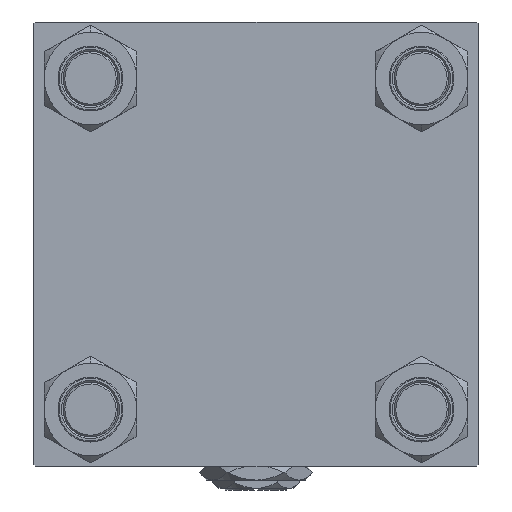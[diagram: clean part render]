
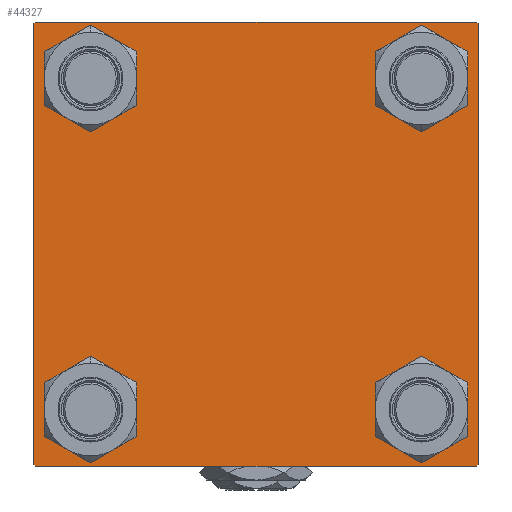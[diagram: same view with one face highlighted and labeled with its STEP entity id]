
A CAD part, left-side view. The second image highlights one B-rep face of the part: STEP entity #44327.
In plain terms, the highlighted planar face has unit normal (-1, 0, 0).
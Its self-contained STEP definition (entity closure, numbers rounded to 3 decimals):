
#276 = DIRECTION ( 'NONE',  ( 0., 0., -1. ) ) ;
#1383 = CARTESIAN_POINT ( 'NONE',  ( 0., -48.45, -48.45 ) ) ;
#1646 = CARTESIAN_POINT ( 'NONE',  ( 0., -64.75, -64.75 ) ) ;
#1755 = AXIS2_PLACEMENT_3D ( 'NONE', #2859, #3918, #31528 ) ;
#2859 = CARTESIAN_POINT ( 'NONE',  ( 0., 48.45, 48.45 ) ) ;
#2998 = EDGE_CURVE ( 'NONE', #17564, #36799, #41498, .T. ) ;
#3148 = DIRECTION ( 'NONE',  ( -1., 0., 0. ) ) ;
#3185 = CARTESIAN_POINT ( 'NONE',  ( 0., 48.45, -56.95 ) ) ;
#3391 = DIRECTION ( 'NONE',  ( 0., 0., -1. ) ) ;
#3918 = DIRECTION ( 'NONE',  ( 1., 0., 0. ) ) ;
#4849 = ORIENTED_EDGE ( 'NONE', *, *, #29917, .T. ) ;
#5184 = VERTEX_POINT ( 'NONE', #20478 ) ;
#5247 = VERTEX_POINT ( 'NONE', #48354 ) ;
#5821 = CARTESIAN_POINT ( 'NONE',  ( 0., -48.45, 39.95 ) ) ;
#6100 = FACE_BOUND ( 'NONE', #42054, .T. ) ;
#6516 = CIRCLE ( 'NONE', #9904, 8.5 ) ;
#6656 = EDGE_CURVE ( 'NONE', #23185, #33274, #31256, .T. ) ;
#7146 = CARTESIAN_POINT ( 'NONE',  ( 0., -48.45, -56.95 ) ) ;
#7531 = EDGE_CURVE ( 'NONE', #35345, #30492, #52125, .T. ) ;
#7596 = CARTESIAN_POINT ( 'NONE',  ( 0., -48.45, -39.95 ) ) ;
#8170 = EDGE_CURVE ( 'NONE', #48468, #46807, #6516, .T. ) ;
#8184 = VECTOR ( 'NONE', #3391, 1000. ) ;
#8558 = CIRCLE ( 'NONE', #38484, 8.5 ) ;
#8588 = CARTESIAN_POINT ( 'NONE',  ( 0., -65., 65. ) ) ;
#9246 = DIRECTION ( 'NONE',  ( 1., 0., 0. ) ) ;
#9494 = CIRCLE ( 'NONE', #13728, 8.5 ) ;
#9861 = CARTESIAN_POINT ( 'NONE',  ( 0., -65., -64.5 ) ) ;
#9902 = VERTEX_POINT ( 'NONE', #27492 ) ;
#9904 = AXIS2_PLACEMENT_3D ( 'NONE', #38883, #25487, #50927 ) ;
#10477 = DIRECTION ( 'NONE',  ( 1., 0., 0. ) ) ;
#11377 = DIRECTION ( 'NONE',  ( 1., 0., 0. ) ) ;
#11411 = VERTEX_POINT ( 'NONE', #9861 ) ;
#11639 = DIRECTION ( 'NONE',  ( 0., 0., 1. ) ) ;
#12151 = LINE ( 'NONE', #44829, #43930 ) ;
#12234 = VERTEX_POINT ( 'NONE', #47351 ) ;
#12361 = ORIENTED_EDGE ( 'NONE', *, *, #47475, .T. ) ;
#12792 = EDGE_CURVE ( 'NONE', #35345, #11411, #36985, .T. ) ;
#12949 = VERTEX_POINT ( 'NONE', #37181 ) ;
#13217 = CARTESIAN_POINT ( 'NONE',  ( 0., -65., 64.5 ) ) ;
#13597 = FACE_BOUND ( 'NONE', #13745, .T. ) ;
#13728 = AXIS2_PLACEMENT_3D ( 'NONE', #41656, #9246, #25560 ) ;
#13745 = EDGE_LOOP ( 'NONE', ( #50950, #17901 ) ) ;
#13974 = DIRECTION ( 'NONE',  ( 0., 0., 1. ) ) ;
#14198 = AXIS2_PLACEMENT_3D ( 'NONE', #1383, #46115, #13974 ) ;
#15202 = VECTOR ( 'NONE', #44256, 1000. ) ;
#15825 = DIRECTION ( 'NONE',  ( 0., 0., 1. ) ) ;
#16480 = CIRCLE ( 'NONE', #20630, 8.5 ) ;
#16608 = DIRECTION ( 'NONE',  ( 1., 0., 0. ) ) ;
#16695 = DIRECTION ( 'NONE',  ( 0., -1., 0. ) ) ;
#17126 = CARTESIAN_POINT ( 'NONE',  ( 0., 48.45, -39.95 ) ) ;
#17564 = VERTEX_POINT ( 'NONE', #3185 ) ;
#17807 = CARTESIAN_POINT ( 'NONE',  ( 0., 48.45, 56.95 ) ) ;
#17901 = ORIENTED_EDGE ( 'NONE', *, *, #48590, .T. ) ;
#18124 = VECTOR ( 'NONE', #30548, 1000. ) ;
#18142 = FACE_BOUND ( 'NONE', #34982, .T. ) ;
#19056 = LINE ( 'NONE', #1646, #49014 ) ;
#19411 = CARTESIAN_POINT ( 'NONE',  ( 0., -48.45, 48.45 ) ) ;
#19767 = CARTESIAN_POINT ( 'NONE',  ( 0., 64.75, -64.75 ) ) ;
#20082 = VERTEX_POINT ( 'NONE', #50146 ) ;
#20478 = CARTESIAN_POINT ( 'NONE',  ( 0., 65., 64.5 ) ) ;
#20630 = AXIS2_PLACEMENT_3D ( 'NONE', #19411, #11377, #11639 ) ;
#21431 = ORIENTED_EDGE ( 'NONE', *, *, #24704, .T. ) ;
#23069 = ORIENTED_EDGE ( 'NONE', *, *, #8170, .T. ) ;
#23185 = VERTEX_POINT ( 'NONE', #7596 ) ;
#23280 = ORIENTED_EDGE ( 'NONE', *, *, #7531, .T. ) ;
#24310 = LINE ( 'NONE', #19767, #45367 ) ;
#24704 = EDGE_CURVE ( 'NONE', #46807, #48468, #16480, .T. ) ;
#25228 = AXIS2_PLACEMENT_3D ( 'NONE', #38205, #49456, #30153 ) ;
#25487 = DIRECTION ( 'NONE',  ( 1., 0., 0. ) ) ;
#25560 = DIRECTION ( 'NONE',  ( 0., 0., 1. ) ) ;
#26250 = LINE ( 'NONE', #50891, #18124 ) ;
#26850 = ORIENTED_EDGE ( 'NONE', *, *, #36588, .T. ) ;
#26979 = PLANE ( 'NONE',  #31499 ) ;
#26990 = AXIS2_PLACEMENT_3D ( 'NONE', #49027, #16608, #15825 ) ;
#27040 = ORIENTED_EDGE ( 'NONE', *, *, #28822, .T. ) ;
#27492 = CARTESIAN_POINT ( 'NONE',  ( 0., 65., -64.5 ) ) ;
#27914 = LINE ( 'NONE', #52563, #15202 ) ;
#28520 = ORIENTED_EDGE ( 'NONE', *, *, #12792, .F. ) ;
#28822 = EDGE_CURVE ( 'NONE', #12949, #11411, #19056, .T. ) ;
#29917 = EDGE_CURVE ( 'NONE', #20082, #12949, #12151, .T. ) ;
#30153 = DIRECTION ( 'NONE',  ( 0., 0., 1. ) ) ;
#30492 = VERTEX_POINT ( 'NONE', #38253 ) ;
#30548 = DIRECTION ( 'NONE',  ( 0., 0.707, -0.707 ) ) ;
#30996 = CARTESIAN_POINT ( 'NONE',  ( 0., 65., 65. ) ) ;
#31112 = CARTESIAN_POINT ( 'NONE',  ( 0., 48.45, -48.45 ) ) ;
#31256 = CIRCLE ( 'NONE', #26990, 8.5 ) ;
#31492 = VECTOR ( 'NONE', #276, 1000. ) ;
#31499 = AXIS2_PLACEMENT_3D ( 'NONE', #43329, #3148, #35014 ) ;
#31509 = DIRECTION ( 'NONE',  ( 0., 0.707, 0.707 ) ) ;
#31528 = DIRECTION ( 'NONE',  ( 0., 0., 1. ) ) ;
#31817 = FACE_OUTER_BOUND ( 'NONE', #41539, .T. ) ;
#32786 = ORIENTED_EDGE ( 'NONE', *, *, #6656, .T. ) ;
#33274 = VERTEX_POINT ( 'NONE', #7146 ) ;
#34601 = DIRECTION ( 'NONE',  ( 0., -0.707, 0.707 ) ) ;
#34982 = EDGE_LOOP ( 'NONE', ( #32786, #26850 ) ) ;
#35014 = DIRECTION ( 'NONE',  ( 0., 0., 1. ) ) ;
#35034 = ORIENTED_EDGE ( 'NONE', *, *, #43858, .F. ) ;
#35345 = VERTEX_POINT ( 'NONE', #13217 ) ;
#36588 = EDGE_CURVE ( 'NONE', #33274, #23185, #46692, .T. ) ;
#36799 = VERTEX_POINT ( 'NONE', #17126 ) ;
#36985 = LINE ( 'NONE', #8588, #31492 ) ;
#37181 = CARTESIAN_POINT ( 'NONE',  ( 0., -64.5, -65. ) ) ;
#38107 = EDGE_CURVE ( 'NONE', #5184, #9902, #40098, .T. ) ;
#38205 = CARTESIAN_POINT ( 'NONE',  ( 0., 48.45, -48.45 ) ) ;
#38253 = CARTESIAN_POINT ( 'NONE',  ( 0., -64.5, 65. ) ) ;
#38361 = DIRECTION ( 'NONE',  ( 0., 0., 1. ) ) ;
#38484 = AXIS2_PLACEMENT_3D ( 'NONE', #31112, #10477, #38361 ) ;
#38883 = CARTESIAN_POINT ( 'NONE',  ( 0., -48.45, 48.45 ) ) ;
#40098 = LINE ( 'NONE', #30996, #8184 ) ;
#41498 = CIRCLE ( 'NONE', #25228, 8.5 ) ;
#41539 = EDGE_LOOP ( 'NONE', ( #42667, #12361, #4849, #27040, #28520, #23280, #35034, #49740 ) ) ;
#41656 = CARTESIAN_POINT ( 'NONE',  ( 0., 48.45, 48.45 ) ) ;
#42054 = EDGE_LOOP ( 'NONE', ( #21431, #23069 ) ) ;
#42667 = ORIENTED_EDGE ( 'NONE', *, *, #38107, .T. ) ;
#42836 = CIRCLE ( 'NONE', #1755, 8.5 ) ;
#43205 = VERTEX_POINT ( 'NONE', #17807 ) ;
#43329 = CARTESIAN_POINT ( 'NONE',  ( 0., 0., 0. ) ) ;
#43858 = EDGE_CURVE ( 'NONE', #5247, #30492, #27914, .T. ) ;
#43930 = VECTOR ( 'NONE', #16695, 1000. ) ;
#44084 = CARTESIAN_POINT ( 'NONE',  ( 0., -64.75, 64.75 ) ) ;
#44256 = DIRECTION ( 'NONE',  ( 0., -1., 0. ) ) ;
#44327 = ADVANCED_FACE ( 'NONE', ( #6100, #18142, #50301, #13597, #31817 ), #26979, .T. ) ;
#44829 = CARTESIAN_POINT ( 'NONE',  ( 0., 65., -65. ) ) ;
#45367 = VECTOR ( 'NONE', #47900, 1000. ) ;
#45841 = VECTOR ( 'NONE', #31509, 1000. ) ;
#46115 = DIRECTION ( 'NONE',  ( 1., 0., 0. ) ) ;
#46592 = EDGE_LOOP ( 'NONE', ( #50561, #48969 ) ) ;
#46692 = CIRCLE ( 'NONE', #14198, 8.5 ) ;
#46807 = VERTEX_POINT ( 'NONE', #52603 ) ;
#47003 = EDGE_CURVE ( 'NONE', #36799, #17564, #8558, .T. ) ;
#47351 = CARTESIAN_POINT ( 'NONE',  ( 0., 48.45, 39.95 ) ) ;
#47475 = EDGE_CURVE ( 'NONE', #9902, #20082, #24310, .T. ) ;
#47900 = DIRECTION ( 'NONE',  ( 0., -0.707, -0.707 ) ) ;
#48354 = CARTESIAN_POINT ( 'NONE',  ( 0., 64.5, 65. ) ) ;
#48468 = VERTEX_POINT ( 'NONE', #5821 ) ;
#48590 = EDGE_CURVE ( 'NONE', #12234, #43205, #42836, .T. ) ;
#48688 = EDGE_CURVE ( 'NONE', #43205, #12234, #9494, .T. ) ;
#48969 = ORIENTED_EDGE ( 'NONE', *, *, #2998, .T. ) ;
#49014 = VECTOR ( 'NONE', #34601, 1000. ) ;
#49027 = CARTESIAN_POINT ( 'NONE',  ( 0., -48.45, -48.45 ) ) ;
#49456 = DIRECTION ( 'NONE',  ( 1., 0., 0. ) ) ;
#49740 = ORIENTED_EDGE ( 'NONE', *, *, #51540, .T. ) ;
#50146 = CARTESIAN_POINT ( 'NONE',  ( 0., 64.5, -65. ) ) ;
#50301 = FACE_BOUND ( 'NONE', #46592, .T. ) ;
#50561 = ORIENTED_EDGE ( 'NONE', *, *, #47003, .T. ) ;
#50891 = CARTESIAN_POINT ( 'NONE',  ( 0., 64.75, 64.75 ) ) ;
#50927 = DIRECTION ( 'NONE',  ( 0., 0., 1. ) ) ;
#50950 = ORIENTED_EDGE ( 'NONE', *, *, #48688, .T. ) ;
#51540 = EDGE_CURVE ( 'NONE', #5247, #5184, #26250, .T. ) ;
#52125 = LINE ( 'NONE', #44084, #45841 ) ;
#52563 = CARTESIAN_POINT ( 'NONE',  ( 0., 65., 65. ) ) ;
#52603 = CARTESIAN_POINT ( 'NONE',  ( 0., -48.45, 56.95 ) ) ;
